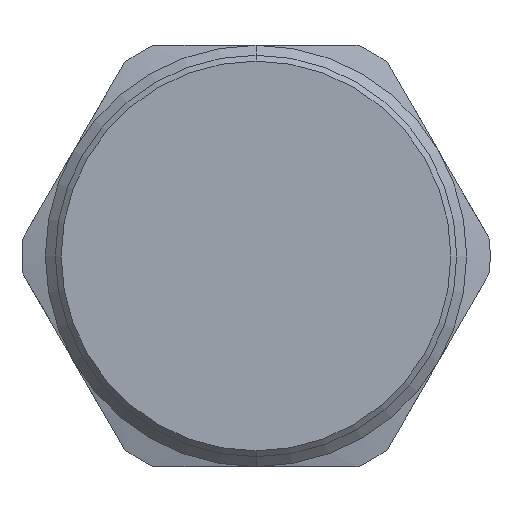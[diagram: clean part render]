
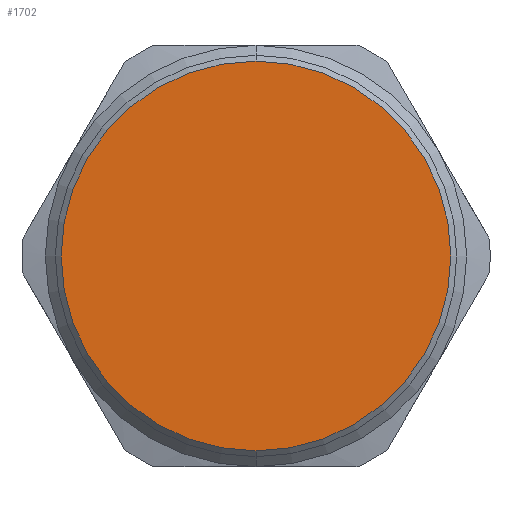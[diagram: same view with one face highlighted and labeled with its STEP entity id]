
A CAD part, front view. The second image highlights one B-rep face of the part: STEP entity #1702.
In plain terms, the highlighted planar face has unit normal (0, -1, 0).
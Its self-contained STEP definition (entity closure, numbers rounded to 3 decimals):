
#457 = CARTESIAN_POINT ( 'NONE',  ( 0., -30., 16.65 ) ) ;
#471 = DIRECTION ( 'NONE',  ( 0., 0., 1. ) ) ;
#472 = DIRECTION ( 'NONE',  ( 0., -1., 0. ) ) ;
#473 = CARTESIAN_POINT ( 'NONE',  ( 0., -30., 0. ) ) ;
#474 = AXIS2_PLACEMENT_3D ( 'NONE', #473, #472, #471 ) ;
#475 = CIRCLE ( 'NONE', #474, 16.65 ) ;
#526 = CARTESIAN_POINT ( 'NONE',  ( 0., -30., -16.65 ) ) ;
#973 = DIRECTION ( 'NONE',  ( 0., 0., 1. ) ) ;
#974 = DIRECTION ( 'NONE',  ( 0., 1., 0. ) ) ;
#975 = CARTESIAN_POINT ( 'NONE',  ( 0., -30., 0. ) ) ;
#976 = AXIS2_PLACEMENT_3D ( 'NONE', #975, #974, #973 ) ;
#977 = PLANE ( 'NONE',  #976 ) ;
#978 = FACE_OUTER_BOUND ( 'NONE', #1703, .T. ) ;
#990 = DIRECTION ( 'NONE',  ( 0., 0., 1. ) ) ;
#991 = DIRECTION ( 'NONE',  ( 0., -1., 0. ) ) ;
#992 = CARTESIAN_POINT ( 'NONE',  ( 0., -30., 0. ) ) ;
#993 = AXIS2_PLACEMENT_3D ( 'NONE', #992, #991, #990 ) ;
#994 = CIRCLE ( 'NONE', #993, 16.65 ) ;
#1103 = VERTEX_POINT ( 'NONE', #457 ) ;
#1429 = EDGE_CURVE ( 'NONE', #1461, #1103, #475, .T. ) ;
#1461 = VERTEX_POINT ( 'NONE', #526 ) ;
#1689 = ORIENTED_EDGE ( 'NONE', *, *, #1691, .T. ) ;
#1691 = EDGE_CURVE ( 'NONE', #1103, #1461, #994, .T. ) ;
#1694 = ORIENTED_EDGE ( 'NONE', *, *, #1429, .T. ) ;
#1702 = ADVANCED_FACE ( 'NONE', ( #978 ), #977, .F. ) ;
#1703 = EDGE_LOOP ( 'NONE', ( #1689, #1694 ) ) ;
